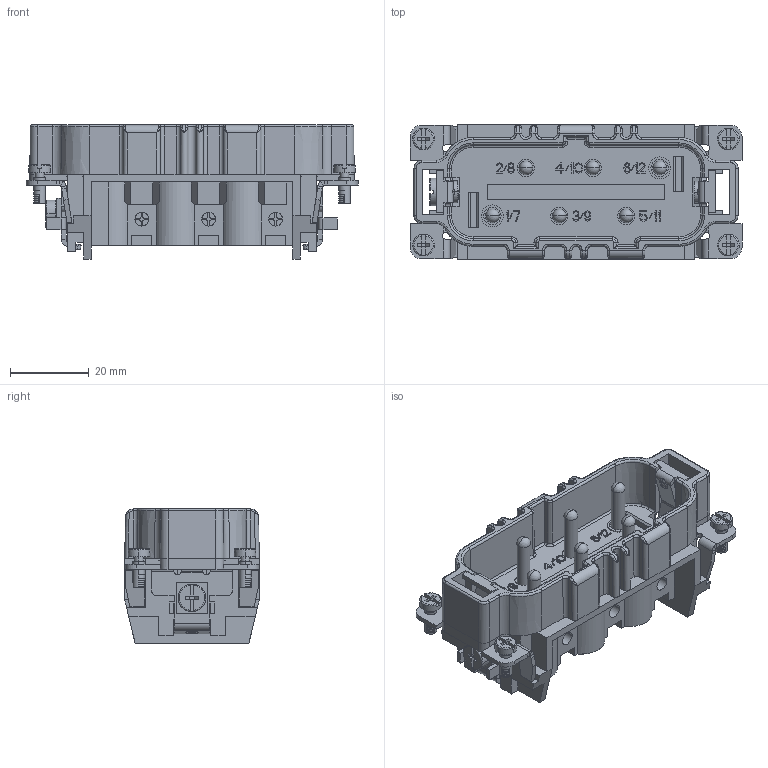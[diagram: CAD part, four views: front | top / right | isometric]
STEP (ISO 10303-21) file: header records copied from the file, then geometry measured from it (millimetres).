
FILE_DESCRIPTION((''),'2;1');
FILE_NAME('CT','2017-09-01T',('tl.yang'),(''),'PRO/ENGINEER BY PARAMETRIC TECHNOLOGY CORPORATION, 2011500','PRO/ENGINEER BY PARAMETRIC TECHNOLOGY CORPORATION, 2011500','');
FILE_SCHEMA(('CONFIG_CONTROL_DESIGN'));
Products named in the file (1): CT
Bounding box: 84.4 x 34.2 x 34.1 mm (x, y, z)
Volume: 29169.7 mm3; surface area: 28521.6 mm2
Topology: 1 solids, 8 shells, 2443 faces, 6748 edges, 4378 vertices
Faces by surface type: plane 1825, cylinder 401, bspline 77, cone 62, torus 58, sphere 20
Entity records: 80573 total; most frequent: CARTESIAN_POINT 18530, ORIENTED_EDGE 13432, DIRECTION 12027, EDGE_CURVE 6716, VECTOR 5347, LINE 5347, VERTEX_POINT 4378, AXIS2_PLACEMENT_3D 3340
